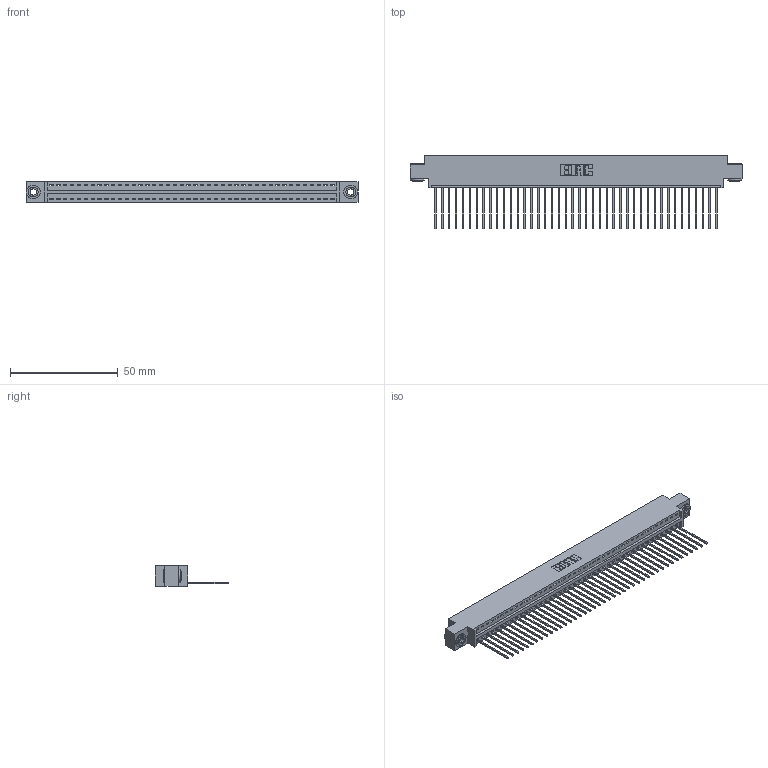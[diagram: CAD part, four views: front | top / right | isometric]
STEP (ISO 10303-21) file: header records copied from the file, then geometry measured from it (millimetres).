
FILE_DESCRIPTION (( 'STEP AP203' ), '1' );
FILE_NAME ('346-042-541-603.STEP', '2022-05-09T14:45:48', ( '' ), ( '' ), 'SwSTEP 2.0', 'SolidWorks 2020', '' );
FILE_SCHEMA (( 'CONFIG_CONTROL_DESIGN' ));
Length unit declared in the file: inch
Products named in the file (4): 346 Part_0.170 Offset - 0.156 Dia-TH; 346-042-541-603; 345-292-001_345-293-141; 345-250-002_345-250-002-102
Assembly tree (45 placements, depth 2):
  346-042-541-603
    346 Part_0.170 Offset - 0.156 Dia-TH
    345-292-001_345-293-141  x42
    345-250-002_345-250-002-102  x2
Bounding box: 153.92 x 34.29 x 9.4 mm (x, y, z)
Volume: 14719.2 mm3; surface area: 19636.8 mm2
Topology: 45 solids, 45 shells, 2614 faces, 7845 edges, 5170 vertices
Faces by surface type: plane 1784, cylinder 822, cone 8
Entity records: 27282 total; most frequent: CARTESIAN_POINT 4659, ORIENTED_EDGE 4626, DIRECTION 4139, EDGE_CURVE 2313, LINE 1989, VECTOR 1989, VERTEX_POINT 1538, AXIS2_PLACEMENT_3D 1075
